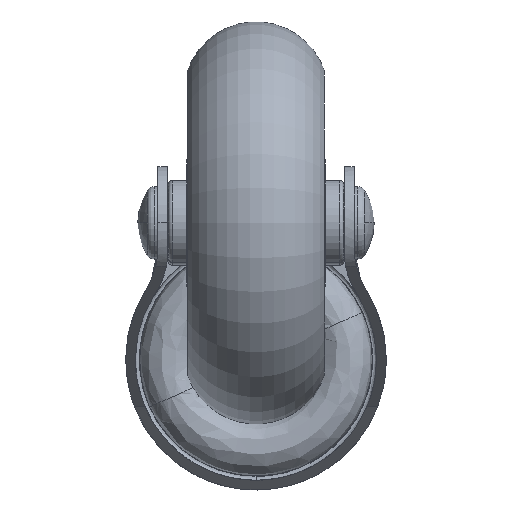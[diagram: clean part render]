
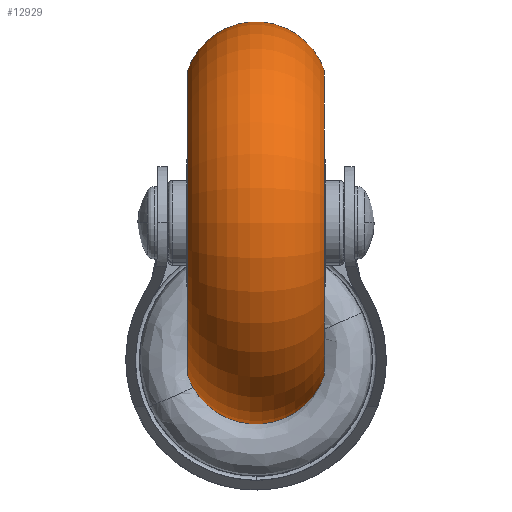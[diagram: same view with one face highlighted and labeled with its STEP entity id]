
A CAD part, front view. The second image highlights one B-rep face of the part: STEP entity #12929.
In plain terms, the highlighted toroidal (fillet/blend) face has major radius 16 mm and minor radius 9 mm.
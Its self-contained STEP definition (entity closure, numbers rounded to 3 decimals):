
#562 = FACE_OUTER_BOUND ( 'NONE', #6227, .T. ) ;
#983 = ORIENTED_EDGE ( 'NONE', *, *, #4716, .F. ) ;
#1344 = EDGE_CURVE ( 'NONE', #5927, #8710, #5328, .T. ) ;
#2240 = EDGE_CURVE ( 'NONE', #8710, #18128, #17950, .T. ) ;
#2317 = EDGE_CURVE ( 'NONE', #19791, #18128, #4296, .T. ) ;
#2777 = CARTESIAN_POINT ( 'NONE',  ( 0., 0., -16. ) ) ;
#3348 = DIRECTION ( 'NONE',  ( 0., -1., 0. ) ) ;
#3995 = DIRECTION ( 'NONE',  ( 0., 0., 1. ) ) ;
#4072 = CARTESIAN_POINT ( 'NONE',  ( 8.5, 0., 0. ) ) ;
#4296 = CIRCLE ( 'NONE', #16356, 18.958 ) ;
#4430 = DIRECTION ( 'NONE',  ( 0., 0., 1. ) ) ;
#4716 = EDGE_CURVE ( 'NONE', #5927, #19791, #15545, .T. ) ;
#5328 = CIRCLE ( 'NONE', #10940, 18.958 ) ;
#5451 = TOROIDAL_SURFACE ( 'NONE', #11071, 16., 9. ) ;
#5497 = DIRECTION ( 'NONE',  ( -1., 0., 0. ) ) ;
#5725 = DIRECTION ( 'NONE',  ( 0., 0., 1. ) ) ;
#5927 = VERTEX_POINT ( 'NONE', #7996 ) ;
#6227 = EDGE_LOOP ( 'NONE', ( #983, #6467, #9395, #11027 ) ) ;
#6467 = ORIENTED_EDGE ( 'NONE', *, *, #1344, .T. ) ;
#6891 = CARTESIAN_POINT ( 'NONE',  ( -8.5, 0., 0. ) ) ;
#7807 = CARTESIAN_POINT ( 'NONE',  ( -8.5, 0., 18.958 ) ) ;
#7996 = CARTESIAN_POINT ( 'NONE',  ( 8.5, 0., -18.958 ) ) ;
#8545 = DIRECTION ( 'NONE',  ( 0., 0., 1. ) ) ;
#8710 = VERTEX_POINT ( 'NONE', #12161 ) ;
#9395 = ORIENTED_EDGE ( 'NONE', *, *, #2240, .T. ) ;
#10093 = AXIS2_PLACEMENT_3D ( 'NONE', #2777, #14248, #4430 ) ;
#10312 = CARTESIAN_POINT ( 'NONE',  ( -8.5, 0., -18.958 ) ) ;
#10820 = AXIS2_PLACEMENT_3D ( 'NONE', #13174, #3348, #14820 ) ;
#10940 = AXIS2_PLACEMENT_3D ( 'NONE', #4072, #15561, #5725 ) ;
#11027 = ORIENTED_EDGE ( 'NONE', *, *, #2317, .F. ) ;
#11071 = AXIS2_PLACEMENT_3D ( 'NONE', #20419, #5497, #3995 ) ;
#12161 = CARTESIAN_POINT ( 'NONE',  ( 8.5, 0., 18.958 ) ) ;
#12929 = ADVANCED_FACE ( 'NONE', ( #562 ), #5451, .T. ) ;
#13174 = CARTESIAN_POINT ( 'NONE',  ( 0., 0., 16. ) ) ;
#14248 = DIRECTION ( 'NONE',  ( 0., 1., 0. ) ) ;
#14820 = DIRECTION ( 'NONE',  ( 0., 0., -1. ) ) ;
#15545 = CIRCLE ( 'NONE', #10093, 9. ) ;
#15561 = DIRECTION ( 'NONE',  ( -1., 0., 0. ) ) ;
#16356 = AXIS2_PLACEMENT_3D ( 'NONE', #6891, #18399, #8545 ) ;
#17950 = CIRCLE ( 'NONE', #10820, 9. ) ;
#18128 = VERTEX_POINT ( 'NONE', #7807 ) ;
#18399 = DIRECTION ( 'NONE',  ( -1., 0., 0. ) ) ;
#19791 = VERTEX_POINT ( 'NONE', #10312 ) ;
#20419 = CARTESIAN_POINT ( 'NONE',  ( 0., 0., 0. ) ) ;
